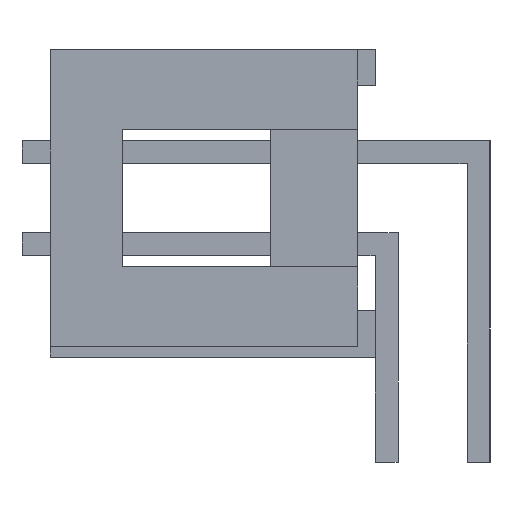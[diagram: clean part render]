
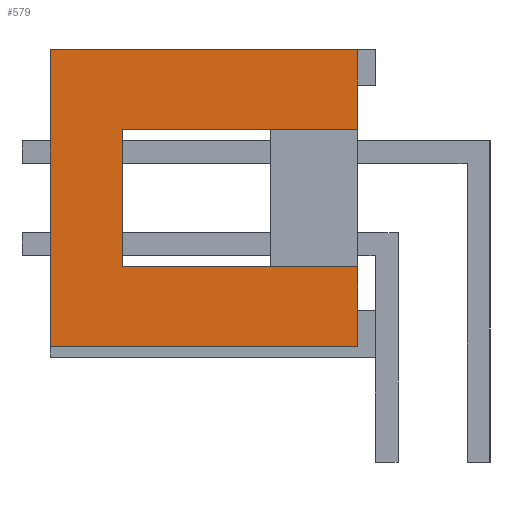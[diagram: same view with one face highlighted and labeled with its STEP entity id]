
A CAD part, left-side view. The second image highlights one B-rep face of the part: STEP entity #579.
In plain terms, the highlighted planar face has unit normal (-1, 0, 0).
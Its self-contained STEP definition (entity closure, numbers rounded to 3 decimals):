
#579=ADVANCED_FACE('',(#1727),#1728,.F.);
#1727=FACE_OUTER_BOUND('',#2875,.T.);
#1728=PLANE('',#2876);
#2875=EDGE_LOOP('',(#7196,#7197,#7198,#7199,#7200,#7201,#7202,#7203));
#2876=AXIS2_PLACEMENT_3D('',#7204,#7205,#7206);
#7196=ORIENTED_EDGE('',*,*,#8559,.T.);
#7197=ORIENTED_EDGE('',*,*,#7519,.F.);
#7198=ORIENTED_EDGE('',*,*,#8471,.F.);
#7199=ORIENTED_EDGE('',*,*,#8509,.T.);
#7200=ORIENTED_EDGE('',*,*,#8546,.F.);
#7201=ORIENTED_EDGE('',*,*,#7523,.F.);
#7202=ORIENTED_EDGE('',*,*,#8566,.T.);
#7203=ORIENTED_EDGE('',*,*,#8563,.T.);
#7204=CARTESIAN_POINT('',(-29.05,4.25,0.0));
#7205=DIRECTION('',(1.0,0.0,0.0));
#7206=DIRECTION('',(0.0,0.0,-1.0));
#7519=EDGE_CURVE('',#9174,#9176,#9177,.T.);
#7523=EDGE_CURVE('',#9182,#9184,#9185,.T.);
#8471=EDGE_CURVE('',#10694,#9174,#10696,.T.);
#8509=EDGE_CURVE('',#10694,#10757,#10759,.T.);
#8546=EDGE_CURVE('',#9184,#10757,#10810,.T.);
#8559=EDGE_CURVE('',#10827,#9176,#10828,.T.);
#8563=EDGE_CURVE('',#10834,#10827,#10835,.T.);
#8566=EDGE_CURVE('',#9182,#10834,#10838,.T.);
#9174=VERTEX_POINT('',#11757);
#9176=VERTEX_POINT('',#11760);
#9177=LINE('',#11761,#11762);
#9182=VERTEX_POINT('',#11769);
#9184=VERTEX_POINT('',#11772);
#9185=LINE('',#11773,#11774);
#10694=VERTEX_POINT('',#14229);
#10696=LINE('',#14232,#14233);
#10757=VERTEX_POINT('',#14330);
#10759=LINE('',#14333,#14334);
#10810=LINE('',#14421,#14422);
#10827=VERTEX_POINT('',#14451);
#10828=LINE('',#14452,#14453);
#10834=VERTEX_POINT('',#14462);
#10835=LINE('',#14463,#14464);
#10838=LINE('',#14469,#14470);
#11757=CARTESIAN_POINT('',(-29.05,0.0,4.1));
#11760=CARTESIAN_POINT('',(-29.05,0.0,1.9));
#11761=CARTESIAN_POINT('',(-29.05,0.0,0.0));
#11762=VECTOR('',#14791,1.0);
#11769=CARTESIAN_POINT('',(-29.05,0.0,-1.9));
#11772=CARTESIAN_POINT('',(-29.05,0.0,-4.1));
#11773=CARTESIAN_POINT('',(-29.05,0.0,0.0));
#11774=VECTOR('',#14795,1.0);
#14229=CARTESIAN_POINT('',(-29.05,8.5,4.1));
#14232=CARTESIAN_POINT('',(-29.05,4.25,4.1));
#14233=VECTOR('',#15743,1.0);
#14330=CARTESIAN_POINT('',(-29.05,8.5,-4.1));
#14333=CARTESIAN_POINT('',(-29.05,8.5,0.0));
#14334=VECTOR('',#15781,1.0);
#14421=CARTESIAN_POINT('',(-29.05,4.25,-4.1));
#14422=VECTOR('',#15818,1.0);
#14451=CARTESIAN_POINT('',(-29.05,6.5,1.9));
#14452=CARTESIAN_POINT('',(-29.05,3.375,1.9));
#14453=VECTOR('',#15831,1.0);
#14462=CARTESIAN_POINT('',(-29.05,6.5,-1.9));
#14463=CARTESIAN_POINT('',(-29.05,6.5,0.0));
#14464=VECTOR('',#15835,1.0);
#14469=CARTESIAN_POINT('',(-29.05,3.375,-1.9));
#14470=VECTOR('',#15838,1.0);
#14791=DIRECTION('',(0.0,0.0,-1.0));
#14795=DIRECTION('',(0.0,0.0,-1.0));
#15743=DIRECTION('',(0.0,-1.0,0.0));
#15781=DIRECTION('',(0.0,0.0,-1.0));
#15818=DIRECTION('',(0.0,1.0,0.0));
#15831=DIRECTION('',(0.0,-1.0,0.0));
#15835=DIRECTION('',(-0.0,0.0,1.0));
#15838=DIRECTION('',(0.0,1.0,0.0));
